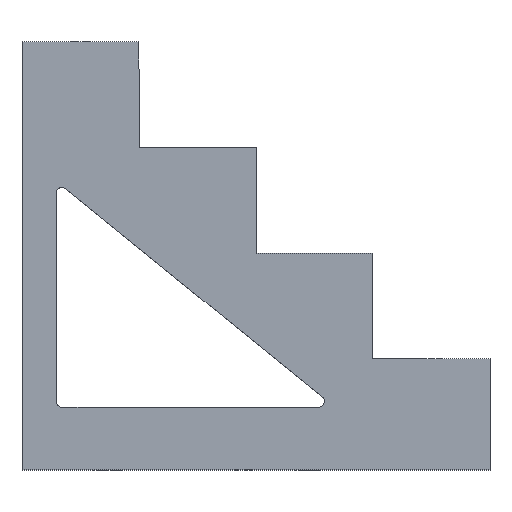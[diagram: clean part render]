
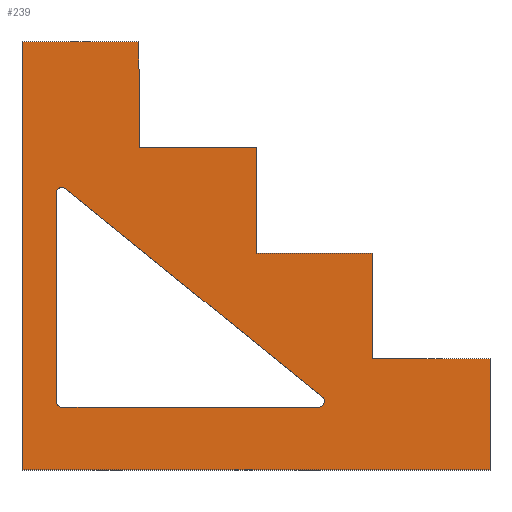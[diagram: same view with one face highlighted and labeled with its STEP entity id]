
A CAD part, top view. The second image highlights one B-rep face of the part: STEP entity #239.
In plain terms, the highlighted planar face has unit normal (0, 0, 1).
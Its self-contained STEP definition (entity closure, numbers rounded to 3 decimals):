
#5 = VERTEX_POINT ( 'NONE', #334 ) ;
#11 = DIRECTION ( 'NONE',  ( 1., 0., 0. ) ) ;
#22 = DIRECTION ( 'NONE',  ( 0., 0., -1. ) ) ;
#35 = CARTESIAN_POINT ( 'NONE',  ( 12., 97., 15. ) ) ;
#39 = DIRECTION ( 'NONE',  ( -1., 0., 0. ) ) ;
#49 = ORIENTED_EDGE ( 'NONE', *, *, #440, .T. ) ;
#62 = ORIENTED_EDGE ( 'NONE', *, *, #506, .F. ) ;
#64 = VERTEX_POINT ( 'NONE', #587 ) ;
#80 = VECTOR ( 'NONE', #733, 1000. ) ;
#81 = CARTESIAN_POINT ( 'NONE',  ( 14., 22., 15. ) ) ;
#86 = VECTOR ( 'NONE', #216, 1000. ) ;
#98 = VECTOR ( 'NONE', #464, 1000. ) ;
#105 = CARTESIAN_POINT ( 'NONE',  ( 14., 22., 15. ) ) ;
#106 = LINE ( 'NONE', #374, #98 ) ;
#108 = LINE ( 'NONE', #639, #614 ) ;
#131 = DIRECTION ( 'NONE',  ( 0., 1., 0. ) ) ;
#134 = VECTOR ( 'NONE', #254, 1000. ) ;
#138 = DIRECTION ( 'NONE',  ( 0., 1., 0. ) ) ;
#145 = VECTOR ( 'NONE', #131, 1000. ) ;
#146 = CARTESIAN_POINT ( 'NONE',  ( 123., 39., 15. ) ) ;
#153 = LINE ( 'NONE', #272, #145 ) ;
#160 = VECTOR ( 'NONE', #433, 1000. ) ;
#163 = DIRECTION ( 'NONE',  ( 0., 0., 1. ) ) ;
#174 = ORIENTED_EDGE ( 'NONE', *, *, #508, .F. ) ;
#175 = CARTESIAN_POINT ( 'NONE',  ( 41., 113., 15. ) ) ;
#179 = CARTESIAN_POINT ( 'NONE',  ( 123., 39., 15. ) ) ;
#180 = FACE_OUTER_BOUND ( 'NONE', #868, .T. ) ;
#183 = AXIS2_PLACEMENT_3D ( 'NONE', #221, #737, #296 ) ;
#185 = AXIS2_PLACEMENT_3D ( 'NONE', #854, #470, #39 ) ;
#191 = AXIS2_PLACEMENT_3D ( 'NONE', #619, #163, #681 ) ;
#193 = CARTESIAN_POINT ( 'NONE',  ( 164., 39., 15. ) ) ;
#196 = ORIENTED_EDGE ( 'NONE', *, *, #499, .F. ) ;
#207 = VECTOR ( 'NONE', #247, 1000. ) ;
#209 = CIRCLE ( 'NONE', #191, 2. ) ;
#214 = LINE ( 'NONE', #571, #697 ) ;
#216 = DIRECTION ( 'NONE',  ( 1., 0., 0. ) ) ;
#217 = ORIENTED_EDGE ( 'NONE', *, *, #474, .T. ) ;
#221 = CARTESIAN_POINT ( 'NONE',  ( 14., 97., 15. ) ) ;
#228 = LINE ( 'NONE', #838, #160 ) ;
#229 = CARTESIAN_POINT ( 'NONE',  ( 41., 113., 15. ) ) ;
#239 = ADVANCED_FACE ( 'NONE', ( #460, #180 ), #847, .F. ) ;
#247 = DIRECTION ( 'NONE',  ( -1., 0., 0. ) ) ;
#254 = DIRECTION ( 'NONE',  ( -1., 0., 0. ) ) ;
#266 = CARTESIAN_POINT ( 'NONE',  ( 41., 150., 15. ) ) ;
#272 = CARTESIAN_POINT ( 'NONE',  ( 123., 76., 15. ) ) ;
#280 = CARTESIAN_POINT ( 'NONE',  ( 0., 0., 15. ) ) ;
#296 = DIRECTION ( 'NONE',  ( 1., 0., 0. ) ) ;
#315 = VERTEX_POINT ( 'NONE', #848 ) ;
#334 = CARTESIAN_POINT ( 'NONE',  ( 12., 97., 15. ) ) ;
#343 = CARTESIAN_POINT ( 'NONE',  ( 104., 22., 15. ) ) ;
#358 = LINE ( 'NONE', #229, #672 ) ;
#369 = VECTOR ( 'NONE', #790, 1000. ) ;
#374 = CARTESIAN_POINT ( 'NONE',  ( 105.26, 25.553, 15. ) ) ;
#385 = AXIS2_PLACEMENT_3D ( 'NONE', #280, #22, #546 ) ;
#390 = LINE ( 'NONE', #35, #80 ) ;
#406 = ORIENTED_EDGE ( 'NONE', *, *, #457, .T. ) ;
#408 = ORIENTED_EDGE ( 'NONE', *, *, #494, .F. ) ;
#411 = CARTESIAN_POINT ( 'NONE',  ( 0., 0., 15. ) ) ;
#419 = EDGE_CURVE ( 'NONE', #556, #315, #214, .T. ) ;
#432 = VERTEX_POINT ( 'NONE', #663 ) ;
#433 = DIRECTION ( 'NONE',  ( 0., 1., 0. ) ) ;
#437 = EDGE_CURVE ( 'NONE', #315, #670, #228, .T. ) ;
#440 = EDGE_CURVE ( 'NONE', #670, #764, #603, .T. ) ;
#449 = EDGE_CURVE ( 'NONE', #764, #775, #153, .T. ) ;
#453 = EDGE_CURVE ( 'NONE', #775, #873, #628, .T. ) ;
#457 = EDGE_CURVE ( 'NONE', #873, #432, #538, .T. ) ;
#460 = FACE_BOUND ( 'NONE', #594, .T. ) ;
#464 = DIRECTION ( 'NONE',  ( -0.777, 0.63, 0. ) ) ;
#468 = EDGE_CURVE ( 'NONE', #432, #485, #358, .T. ) ;
#470 = DIRECTION ( 'NONE',  ( 0., 0., 1. ) ) ;
#474 = EDGE_CURVE ( 'NONE', #485, #844, #804, .T. ) ;
#485 = VERTEX_POINT ( 'NONE', #175 ) ;
#486 = EDGE_CURVE ( 'NONE', #844, #710, #108, .T. ) ;
#492 = EDGE_CURVE ( 'NONE', #710, #556, #608, .T. ) ;
#494 = EDGE_CURVE ( 'NONE', #812, #719, #106, .T. ) ;
#496 = EDGE_CURVE ( 'NONE', #578, #812, #209, .T. ) ;
#498 = CARTESIAN_POINT ( 'NONE',  ( 0., 150., 15. ) ) ;
#499 = EDGE_CURVE ( 'NONE', #607, #578, #598, .T. ) ;
#505 = EDGE_CURVE ( 'NONE', #64, #607, #588, .T. ) ;
#506 = EDGE_CURVE ( 'NONE', #5, #64, #390, .T. ) ;
#508 = EDGE_CURVE ( 'NONE', #719, #5, #596, .T. ) ;
#528 = CARTESIAN_POINT ( 'NONE',  ( 15.26, 98.553, 15. ) ) ;
#538 = LINE ( 'NONE', #820, #797 ) ;
#540 = ORIENTED_EDGE ( 'NONE', *, *, #505, .F. ) ;
#546 = DIRECTION ( 'NONE',  ( -1., 0., 0. ) ) ;
#556 = VERTEX_POINT ( 'NONE', #411 ) ;
#568 = ORIENTED_EDGE ( 'NONE', *, *, #468, .T. ) ;
#571 = CARTESIAN_POINT ( 'NONE',  ( 164., 0., 15. ) ) ;
#578 = VERTEX_POINT ( 'NONE', #343 ) ;
#587 = CARTESIAN_POINT ( 'NONE',  ( 12., 24., 15. ) ) ;
#588 = CIRCLE ( 'NONE', #185, 2. ) ;
#594 = EDGE_LOOP ( 'NONE', ( #408, #811, #196, #540, #62, #174 ) ) ;
#596 = CIRCLE ( 'NONE', #183, 2. ) ;
#598 = LINE ( 'NONE', #105, #86 ) ;
#601 = CARTESIAN_POINT ( 'NONE',  ( 105.26, 25.553, 15. ) ) ;
#603 = LINE ( 'NONE', #179, #207 ) ;
#607 = VERTEX_POINT ( 'NONE', #81 ) ;
#608 = LINE ( 'NONE', #732, #369 ) ;
#613 = ORIENTED_EDGE ( 'NONE', *, *, #453, .T. ) ;
#614 = VECTOR ( 'NONE', #809, 1000. ) ;
#619 = CARTESIAN_POINT ( 'NONE',  ( 104., 24., 15. ) ) ;
#622 = ORIENTED_EDGE ( 'NONE', *, *, #419, .T. ) ;
#628 = LINE ( 'NONE', #648, #134 ) ;
#631 = ORIENTED_EDGE ( 'NONE', *, *, #437, .T. ) ;
#639 = CARTESIAN_POINT ( 'NONE',  ( 0., 150., 15. ) ) ;
#646 = VECTOR ( 'NONE', #692, 1000. ) ;
#648 = CARTESIAN_POINT ( 'NONE',  ( 82., 76., 15. ) ) ;
#660 = CARTESIAN_POINT ( 'NONE',  ( 123., 76., 15. ) ) ;
#663 = CARTESIAN_POINT ( 'NONE',  ( 82., 113., 15. ) ) ;
#670 = VERTEX_POINT ( 'NONE', #193 ) ;
#672 = VECTOR ( 'NONE', #803, 1000. ) ;
#681 = DIRECTION ( 'NONE',  ( 1., 0., 0. ) ) ;
#692 = DIRECTION ( 'NONE',  ( 0., 1., 0. ) ) ;
#695 = ORIENTED_EDGE ( 'NONE', *, *, #492, .T. ) ;
#697 = VECTOR ( 'NONE', #11, 1000. ) ;
#710 = VERTEX_POINT ( 'NONE', #498 ) ;
#719 = VERTEX_POINT ( 'NONE', #528 ) ;
#732 = CARTESIAN_POINT ( 'NONE',  ( 0., 0., 15. ) ) ;
#733 = DIRECTION ( 'NONE',  ( 0., -1., 0. ) ) ;
#737 = DIRECTION ( 'NONE',  ( 0., 0., 1. ) ) ;
#764 = VERTEX_POINT ( 'NONE', #146 ) ;
#775 = VERTEX_POINT ( 'NONE', #660 ) ;
#783 = ORIENTED_EDGE ( 'NONE', *, *, #486, .T. ) ;
#790 = DIRECTION ( 'NONE',  ( 0., -1., 0. ) ) ;
#797 = VECTOR ( 'NONE', #138, 1000. ) ;
#803 = DIRECTION ( 'NONE',  ( -1., 0., 0. ) ) ;
#804 = LINE ( 'NONE', #864, #646 ) ;
#809 = DIRECTION ( 'NONE',  ( -1., 0., 0. ) ) ;
#811 = ORIENTED_EDGE ( 'NONE', *, *, #496, .F. ) ;
#812 = VERTEX_POINT ( 'NONE', #601 ) ;
#820 = CARTESIAN_POINT ( 'NONE',  ( 82., 113., 15. ) ) ;
#838 = CARTESIAN_POINT ( 'NONE',  ( 164., 39., 15. ) ) ;
#844 = VERTEX_POINT ( 'NONE', #266 ) ;
#847 = PLANE ( 'NONE',  #385 ) ;
#848 = CARTESIAN_POINT ( 'NONE',  ( 164., 0., 15. ) ) ;
#850 = ORIENTED_EDGE ( 'NONE', *, *, #449, .T. ) ;
#854 = CARTESIAN_POINT ( 'NONE',  ( 14., 24., 15. ) ) ;
#862 = CARTESIAN_POINT ( 'NONE',  ( 82., 76., 15. ) ) ;
#864 = CARTESIAN_POINT ( 'NONE',  ( 41., 150., 15. ) ) ;
#868 = EDGE_LOOP ( 'NONE', ( #622, #631, #49, #850, #613, #406, #568, #217, #783, #695 ) ) ;
#873 = VERTEX_POINT ( 'NONE', #862 ) ;
